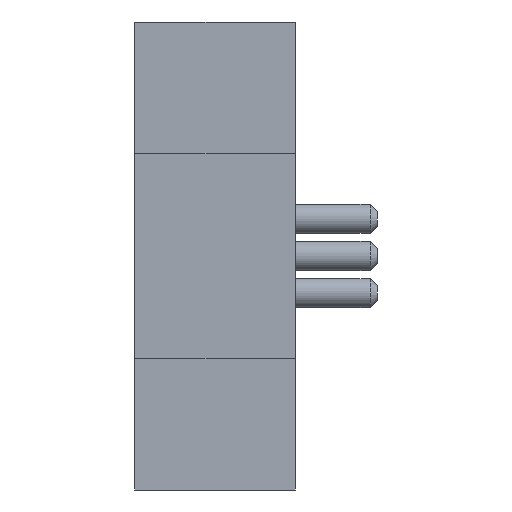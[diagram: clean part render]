
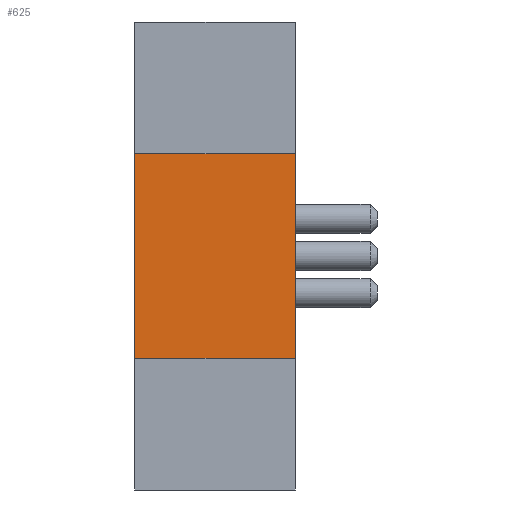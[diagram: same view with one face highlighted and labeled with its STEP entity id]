
A CAD part, left-side view. The second image highlights one B-rep face of the part: STEP entity #625.
In plain terms, the highlighted planar face has unit normal (-1, 0, 0).
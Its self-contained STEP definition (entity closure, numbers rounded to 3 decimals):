
#6 = DIRECTION ( 'NONE',  ( 1., 0., 0. ) ) ;
#18 = VECTOR ( 'NONE', #63, 1000. ) ;
#22 = CARTESIAN_POINT ( 'NONE',  ( -14.2, 0., -3.5 ) ) ;
#26 = LINE ( 'NONE', #522, #578 ) ;
#61 = EDGE_CURVE ( 'NONE', #824, #185, #623, .T. ) ;
#63 = DIRECTION ( 'NONE',  ( 0., -1., 0. ) ) ;
#69 = DIRECTION ( 'NONE',  ( 0., 0., 1. ) ) ;
#74 = LINE ( 'NONE', #419, #638 ) ;
#120 = EDGE_LOOP ( 'NONE', ( #670, #373, #320, #1013 ) ) ;
#185 = VERTEX_POINT ( 'NONE', #544 ) ;
#187 = DIRECTION ( 'NONE',  ( 0., 0., 1. ) ) ;
#235 = EDGE_CURVE ( 'NONE', #657, #415, #74, .T. ) ;
#256 = VECTOR ( 'NONE', #69, 1000. ) ;
#269 = CARTESIAN_POINT ( 'NONE',  ( -14.2, 5.5, 3.5 ) ) ;
#319 = EDGE_CURVE ( 'NONE', #415, #185, #575, .T. ) ;
#320 = ORIENTED_EDGE ( 'NONE', *, *, #352, .F. ) ;
#352 = EDGE_CURVE ( 'NONE', #657, #824, #26, .T. ) ;
#373 = ORIENTED_EDGE ( 'NONE', *, *, #61, .F. ) ;
#415 = VERTEX_POINT ( 'NONE', #22 ) ;
#419 = CARTESIAN_POINT ( 'NONE',  ( -14.2, 5.5, -3.5 ) ) ;
#464 = CARTESIAN_POINT ( 'NONE',  ( -14.2, 5.5, 3.5 ) ) ;
#476 = FACE_OUTER_BOUND ( 'NONE', #120, .T. ) ;
#481 = CARTESIAN_POINT ( 'NONE',  ( -14.2, 5.5, -3.5 ) ) ;
#493 = DIRECTION ( 'NONE',  ( 0., 0., -1. ) ) ;
#522 = CARTESIAN_POINT ( 'NONE',  ( -14.2, 5.5, 3.5 ) ) ;
#544 = CARTESIAN_POINT ( 'NONE',  ( -14.2, 0., 3.5 ) ) ;
#575 = LINE ( 'NONE', #807, #256 ) ;
#578 = VECTOR ( 'NONE', #187, 1000. ) ;
#623 = LINE ( 'NONE', #464, #18 ) ;
#625 = ADVANCED_FACE ( 'NONE', ( #476 ), #804, .F. ) ;
#638 = VECTOR ( 'NONE', #749, 1000. ) ;
#657 = VERTEX_POINT ( 'NONE', #481 ) ;
#670 = ORIENTED_EDGE ( 'NONE', *, *, #319, .T. ) ;
#737 = CARTESIAN_POINT ( 'NONE',  ( -14.2, 5.5, 3.5 ) ) ;
#749 = DIRECTION ( 'NONE',  ( 0., -1., 0. ) ) ;
#804 = PLANE ( 'NONE',  #1054 ) ;
#807 = CARTESIAN_POINT ( 'NONE',  ( -14.2, 0., 3.5 ) ) ;
#824 = VERTEX_POINT ( 'NONE', #269 ) ;
#1013 = ORIENTED_EDGE ( 'NONE', *, *, #235, .T. ) ;
#1054 = AXIS2_PLACEMENT_3D ( 'NONE', #737, #6, #493 ) ;
